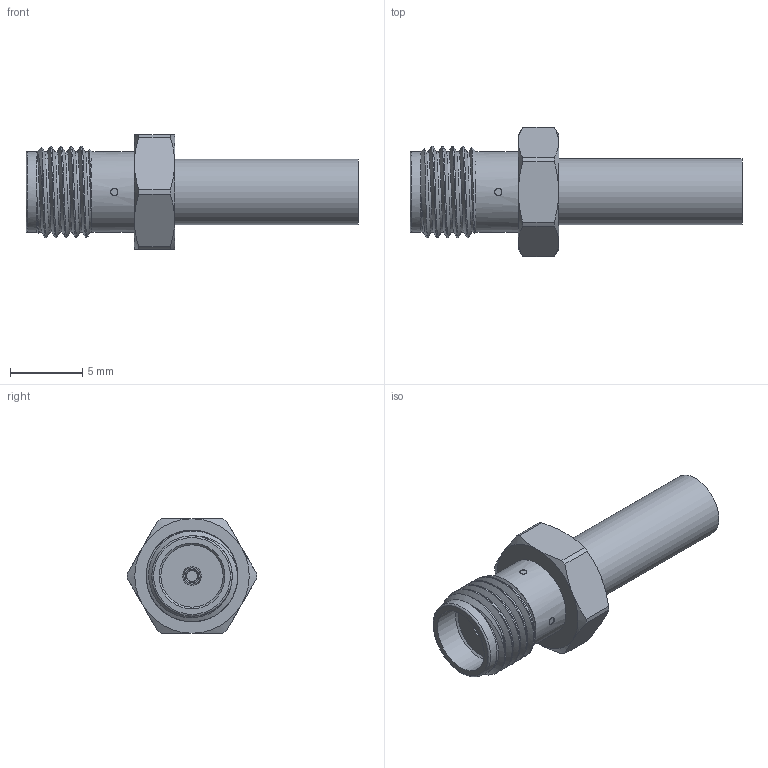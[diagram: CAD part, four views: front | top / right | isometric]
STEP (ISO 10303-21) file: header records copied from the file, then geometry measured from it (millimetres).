
FILE_DESCRIPTION (( 'STEP AP203' ), '1' );
FILE_NAME ('PE4416_3D.STEP', '2020-06-16T19:22:57', ( '' ), ( '' ), 'SwSTEP 2.0', 'SolidWorks 2018', '' );
FILE_SCHEMA (( 'CONFIG_CONTROL_DESIGN' ));
Length unit declared in the file: inch
Products named in the file (1): PE4416_3D
Bounding box: 23.03 x 8.98 x 7.94 mm (x, y, z)
Volume: 409.3 mm3; surface area: 860.5 mm2
Topology: 3 solids, 3 shells, 88 faces, 202 edges, 129 vertices
Faces by surface type: plane 34, cylinder 28, cone 22, bspline 3, torus 1
Full cylindrical faces by diameter (mm): 0.508 x5, 0.61 x1, 0.797 x1, 1.295 x2, 1.702 x1, 2.571 x1, 2.667 x1, 3.556 x1, 4.572 x2, 5.582 x2
Entity records: 3869 total; most frequent: CARTESIAN_POINT 2062, ORIENTED_EDGE 340, DIRECTION 334, EDGE_CURVE 170, AXIS2_PLACEMENT_3D 153, EDGE_LOOP 126, VERTEX_POINT 120, FACE_OUTER_BOUND 106
